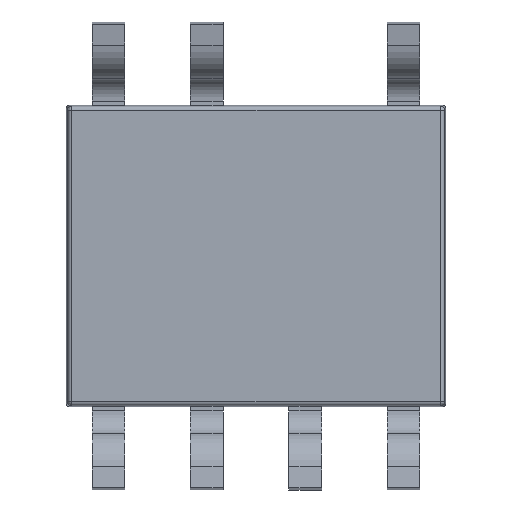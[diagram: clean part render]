
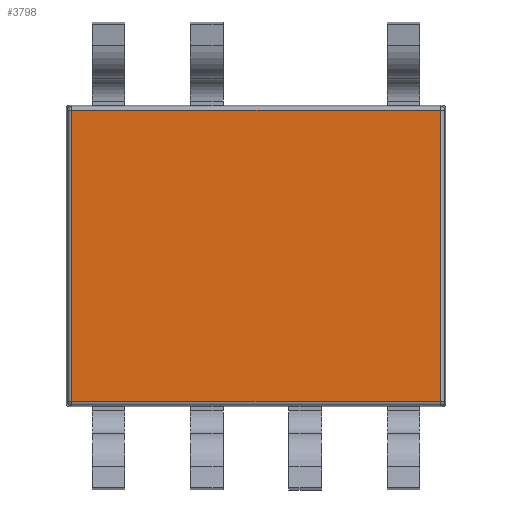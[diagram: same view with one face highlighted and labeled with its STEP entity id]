
A CAD part, front view. The second image highlights one B-rep face of the part: STEP entity #3798.
In plain terms, the highlighted planar face has unit normal (0, -1, 0).
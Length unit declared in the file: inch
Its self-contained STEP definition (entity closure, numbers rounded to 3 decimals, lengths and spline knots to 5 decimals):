
#9 = CARTESIAN_POINT ( 'NONE',  ( 0.0938, -0.02165, -0.07411 ) ) ;
#66 = DIRECTION ( 'NONE',  ( -1., 0., 0. ) ) ;
#76 = EDGE_LOOP ( 'NONE', ( #4413, #6034, #1173, #5289 ) ) ;
#84 = CARTESIAN_POINT ( 'NONE',  ( 0.0938, -0.02165, 0.07411 ) ) ;
#258 = EDGE_CURVE ( 'NONE', #4443, #3501, #3288, .T. ) ;
#268 = LINE ( 'NONE', #1106, #2553 ) ;
#407 = VECTOR ( 'NONE', #2431, 39.37008 ) ;
#541 = LINE ( 'NONE', #3611, #1648 ) ;
#549 = CARTESIAN_POINT ( 'NONE',  ( 0.0938, -0.02165, 0.07411 ) ) ;
#1106 = CARTESIAN_POINT ( 'NONE',  ( 0.0938, -0.02165, -0.07411 ) ) ;
#1142 = PLANE ( 'NONE',  #3006 ) ;
#1150 = CARTESIAN_POINT ( 'NONE',  ( -0.0938, -0.02165, 0.07411 ) ) ;
#1173 = ORIENTED_EDGE ( 'NONE', *, *, #4962, .F. ) ;
#1179 = EDGE_CURVE ( 'NONE', #4549, #4443, #268, .T. ) ;
#1204 = DIRECTION ( 'NONE',  ( 0., 0., -1. ) ) ;
#1648 = VECTOR ( 'NONE', #4078, 39.37008 ) ;
#1767 = LINE ( 'NONE', #3382, #3172 ) ;
#2313 = EDGE_CURVE ( 'NONE', #3105, #4549, #1767, .T. ) ;
#2431 = DIRECTION ( 'NONE',  ( 0., 0., 1. ) ) ;
#2553 = VECTOR ( 'NONE', #3995, 39.37008 ) ;
#2958 = CARTESIAN_POINT ( 'NONE',  ( -0.0938, -0.02165, 0.07411 ) ) ;
#3006 = AXIS2_PLACEMENT_3D ( 'NONE', #549, #3024, #66 ) ;
#3024 = DIRECTION ( 'NONE',  ( 0., 1., 0. ) ) ;
#3105 = VERTEX_POINT ( 'NONE', #84 ) ;
#3128 = FACE_OUTER_BOUND ( 'NONE', #76, .T. ) ;
#3172 = VECTOR ( 'NONE', #1204, 39.37008 ) ;
#3288 = LINE ( 'NONE', #1150, #407 ) ;
#3382 = CARTESIAN_POINT ( 'NONE',  ( 0.0938, -0.02165, 0.07411 ) ) ;
#3501 = VERTEX_POINT ( 'NONE', #2958 ) ;
#3611 = CARTESIAN_POINT ( 'NONE',  ( 0.0938, -0.02165, 0.07411 ) ) ;
#3798 = ADVANCED_FACE ( 'NONE', ( #3128 ), #1142, .F. ) ;
#3995 = DIRECTION ( 'NONE',  ( -1., 0., 0. ) ) ;
#4078 = DIRECTION ( 'NONE',  ( 1., 0., 0. ) ) ;
#4413 = ORIENTED_EDGE ( 'NONE', *, *, #1179, .F. ) ;
#4443 = VERTEX_POINT ( 'NONE', #4893 ) ;
#4549 = VERTEX_POINT ( 'NONE', #9 ) ;
#4893 = CARTESIAN_POINT ( 'NONE',  ( -0.0938, -0.02165, -0.07411 ) ) ;
#4962 = EDGE_CURVE ( 'NONE', #3501, #3105, #541, .T. ) ;
#5289 = ORIENTED_EDGE ( 'NONE', *, *, #258, .F. ) ;
#6034 = ORIENTED_EDGE ( 'NONE', *, *, #2313, .F. ) ;
